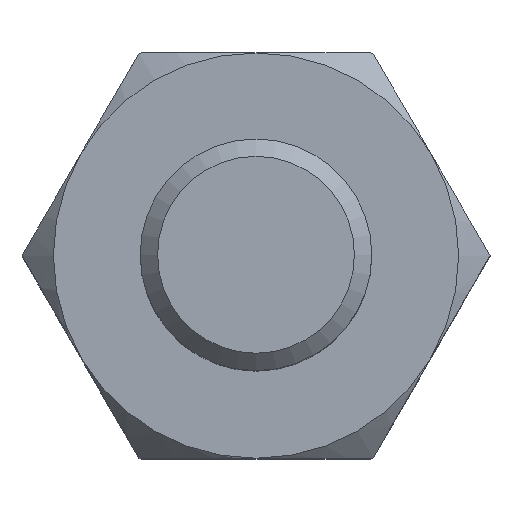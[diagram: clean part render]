
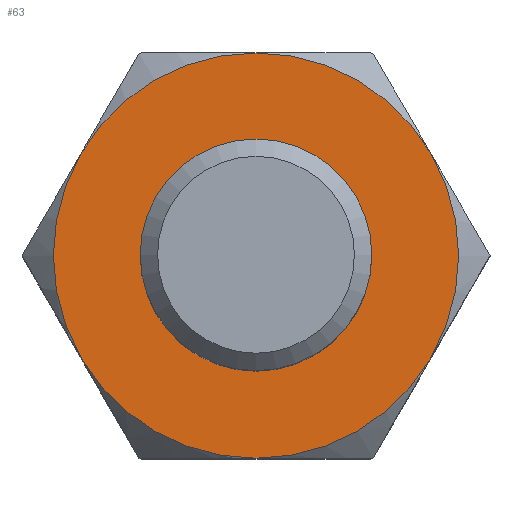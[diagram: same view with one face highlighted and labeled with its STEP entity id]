
A CAD part, top view. The second image highlights one B-rep face of the part: STEP entity #63.
In plain terms, the highlighted planar face has unit normal (0, 0, 1).
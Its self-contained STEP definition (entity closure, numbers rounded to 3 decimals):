
#63 = ADVANCED_FACE( '', ( #147, #148 ), #149, .T. );
#147 = FACE_BOUND( '', #259, .T. );
#148 = FACE_OUTER_BOUND( '', #260, .T. );
#149 = PLANE( '', #261 );
#259 = EDGE_LOOP( '', ( #379 ) );
#260 = EDGE_LOOP( '', ( #380, #381, #382, #383, #384, #385 ) );
#261 = AXIS2_PLACEMENT_3D( '', #386, #387, #388 );
#379 = ORIENTED_EDGE( '', *, *, #598, .T. );
#380 = ORIENTED_EDGE( '', *, *, #599, .F. );
#381 = ORIENTED_EDGE( '', *, *, #600, .F. );
#382 = ORIENTED_EDGE( '', *, *, #601, .F. );
#383 = ORIENTED_EDGE( '', *, *, #596, .T. );
#384 = ORIENTED_EDGE( '', *, *, #602, .F. );
#385 = ORIENTED_EDGE( '', *, *, #603, .F. );
#386 = CARTESIAN_POINT( '', ( 0., 0., 0. ) );
#387 = DIRECTION( '', ( 0., 0., 1. ) );
#388 = DIRECTION( '', ( 1., 0., 0. ) );
#596 = EDGE_CURVE( '', #687, #690, #692, .T. );
#598 = EDGE_CURVE( '', #694, #694, #695, .F. );
#599 = EDGE_CURVE( '', #696, #697, #698, .F. );
#600 = EDGE_CURVE( '', #699, #696, #700, .F. );
#601 = EDGE_CURVE( '', #687, #699, #701, .F. );
#602 = EDGE_CURVE( '', #702, #690, #703, .F. );
#603 = EDGE_CURVE( '', #697, #702, #704, .F. );
#687 = VERTEX_POINT( '', #832 );
#690 = VERTEX_POINT( '', #842 );
#692 = CIRCLE( '', #851, 3.5 );
#694 = VERTEX_POINT( '', #853 );
#695 = CIRCLE( '', #854, 1.85 );
#696 = VERTEX_POINT( '', #855 );
#697 = VERTEX_POINT( '', #856 );
#698 = CIRCLE( '', #857, 3.5 );
#699 = VERTEX_POINT( '', #858 );
#700 = CIRCLE( '', #859, 3.5 );
#701 = CIRCLE( '', #860, 3.5 );
#702 = VERTEX_POINT( '', #861 );
#703 = CIRCLE( '', #862, 3.5 );
#704 = CIRCLE( '', #863, 3.5 );
#832 = CARTESIAN_POINT( '', ( 0., 3.5, 0. ) );
#842 = CARTESIAN_POINT( '', ( -3.031, 1.75, 0. ) );
#851 = AXIS2_PLACEMENT_3D( '', #1075, #1076, #1077 );
#853 = CARTESIAN_POINT( '', ( 1.85, 0., 0. ) );
#854 = AXIS2_PLACEMENT_3D( '', #1078, #1079, #1080 );
#855 = CARTESIAN_POINT( '', ( 3.031, -1.75, 0. ) );
#856 = CARTESIAN_POINT( '', ( 0., -3.5, 0. ) );
#857 = AXIS2_PLACEMENT_3D( '', #1081, #1082, #1083 );
#858 = CARTESIAN_POINT( '', ( 3.031, 1.75, 0. ) );
#859 = AXIS2_PLACEMENT_3D( '', #1084, #1085, #1086 );
#860 = AXIS2_PLACEMENT_3D( '', #1087, #1088, #1089 );
#861 = CARTESIAN_POINT( '', ( -3.031, -1.75, 0. ) );
#862 = AXIS2_PLACEMENT_3D( '', #1090, #1091, #1092 );
#863 = AXIS2_PLACEMENT_3D( '', #1093, #1094, #1095 );
#1075 = CARTESIAN_POINT( '', ( 0., 0., 0. ) );
#1076 = DIRECTION( '', ( 0., 0., 1. ) );
#1077 = DIRECTION( '', ( 1., 0., 0. ) );
#1078 = CARTESIAN_POINT( '', ( 0., 0., 0. ) );
#1079 = DIRECTION( '', ( 0., 0., 1. ) );
#1080 = DIRECTION( '', ( 1., 0., 0. ) );
#1081 = CARTESIAN_POINT( '', ( 0., 0., 0. ) );
#1082 = DIRECTION( '', ( 0., 0., 1. ) );
#1083 = DIRECTION( '', ( 1., 0., 0. ) );
#1084 = CARTESIAN_POINT( '', ( 0., 0., 0. ) );
#1085 = DIRECTION( '', ( 0., 0., 1. ) );
#1086 = DIRECTION( '', ( 1., 0., 0. ) );
#1087 = CARTESIAN_POINT( '', ( 0., 0., 0. ) );
#1088 = DIRECTION( '', ( 0., 0., 1. ) );
#1089 = DIRECTION( '', ( 1., 0., 0. ) );
#1090 = CARTESIAN_POINT( '', ( 0., 0., 0. ) );
#1091 = DIRECTION( '', ( 0., 0., 1. ) );
#1092 = DIRECTION( '', ( 1., 0., 0. ) );
#1093 = CARTESIAN_POINT( '', ( 0., 0., 0. ) );
#1094 = DIRECTION( '', ( 0., 0., 1. ) );
#1095 = DIRECTION( '', ( 1., 0., 0. ) );
